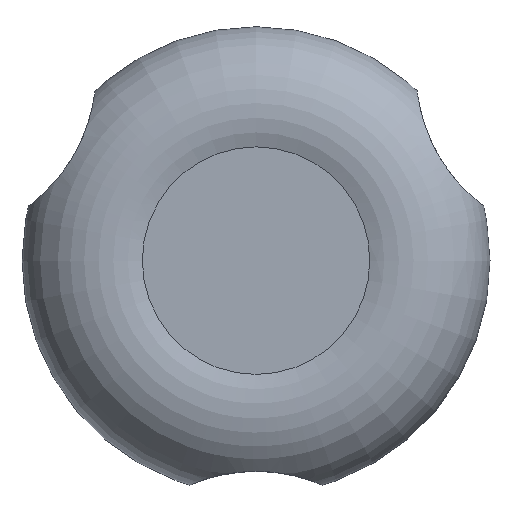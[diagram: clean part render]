
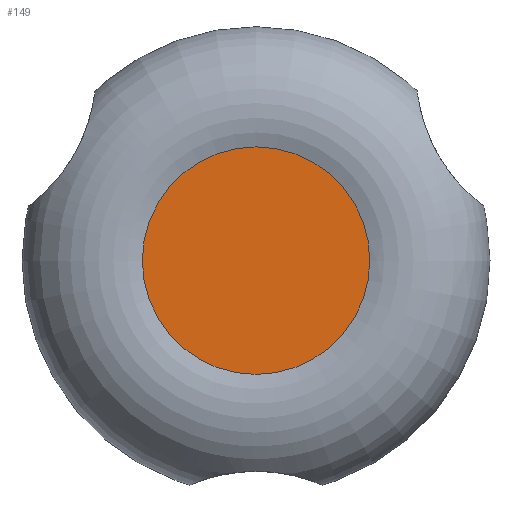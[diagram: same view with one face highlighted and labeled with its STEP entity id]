
A CAD part, top view. The second image highlights one B-rep face of the part: STEP entity #149.
In plain terms, the highlighted planar face has unit normal (0, 0, 1).
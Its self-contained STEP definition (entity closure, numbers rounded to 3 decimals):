
#149 = ADVANCED_FACE( '', ( #314 ), #315, .F. );
#314 = FACE_OUTER_BOUND( '', #480, .T. );
#315 = PLANE( '', #481 );
#480 = EDGE_LOOP( '', ( #845 ) );
#481 = AXIS2_PLACEMENT_3D( '', #846, #847, #848 );
#845 = ORIENTED_EDGE( '', *, *, #1003, .T. );
#846 = CARTESIAN_POINT( '', ( 0., 0., 43. ) );
#847 = DIRECTION( '', ( 0., 0., -1. ) );
#848 = DIRECTION( '', ( -1., 0., 0. ) );
#1003 = EDGE_CURVE( '', #1216, #1216, #1217, .T. );
#1216 = VERTEX_POINT( '', #1936 );
#1217 = CIRCLE( '', #1937, 17. );
#1936 = CARTESIAN_POINT( '', ( 17., 0., 43. ) );
#1937 = AXIS2_PLACEMENT_3D( '', #2261, #2262, #2263 );
#2261 = CARTESIAN_POINT( '', ( 0., 0., 43. ) );
#2262 = DIRECTION( '', ( 0., 0., 1. ) );
#2263 = DIRECTION( '', ( 1., 0., 0. ) );
